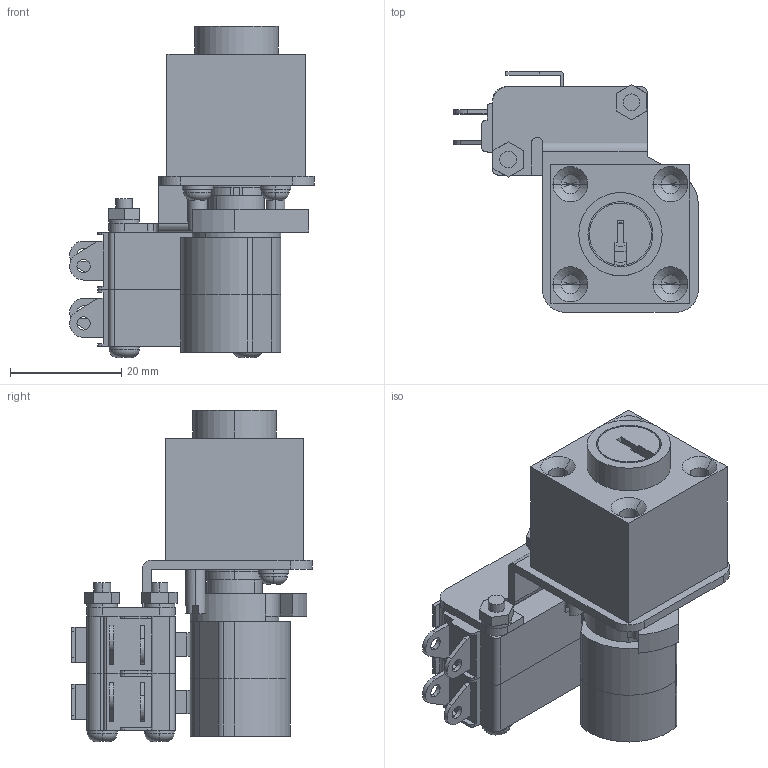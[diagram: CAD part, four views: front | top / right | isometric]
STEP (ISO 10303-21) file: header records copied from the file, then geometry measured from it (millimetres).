
FILE_DESCRIPTION (( 'STEP AP203' ), '1' );
FILE_NAME ('S-4-90-BC-2.STEP', '2012-04-05T06:16:28', ( '11sw' ), ( 'タキゲン製造株式会社' ), 'SwSTEP 2.0', 'SolidWorks 2011', '' );
FILE_SCHEMA (( 'CONFIG_CONTROL_DESIGN' ));
Length unit declared in the file: millimetre
Products named in the file (7): S-4-90-BC-2; S-4カム__ねじ付き; S-4僉乕僗僀僢僠__偹偠晅偒; S-4カム__標準; S-4キースイッチ__標準; S-4ストッパー_; S-4本体__90度回転
Assembly tree (6 placements, depth 2):
  S-4-90-BC-2
    S-4カム__ねじ付き
    S-4僉乕僗僀僢僠__偹偠晅偒
    S-4カム__標準
    S-4キースイッチ__標準
    S-4ストッパー_
    S-4本体__90度回転
Bounding box: 44 x 43.3 x 59.6 mm (x, y, z)
Volume: 31245.6 mm3; surface area: 15613.5 mm2
Topology: 6 solids, 6 shells, 510 faces, 1345 edges, 878 vertices
Faces by surface type: plane 349, cylinder 135, cone 16, torus 10
Entity records: 16663 total; most frequent: CARTESIAN_POINT 3142, ORIENTED_EDGE 2674, DIRECTION 2620, EDGE_CURVE 1337, VECTOR 940, LINE 940, VERTEX_POINT 878, AXIS2_PLACEMENT_3D 840
